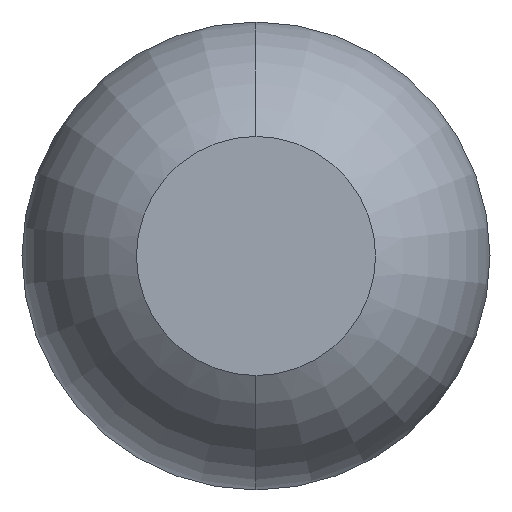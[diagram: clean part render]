
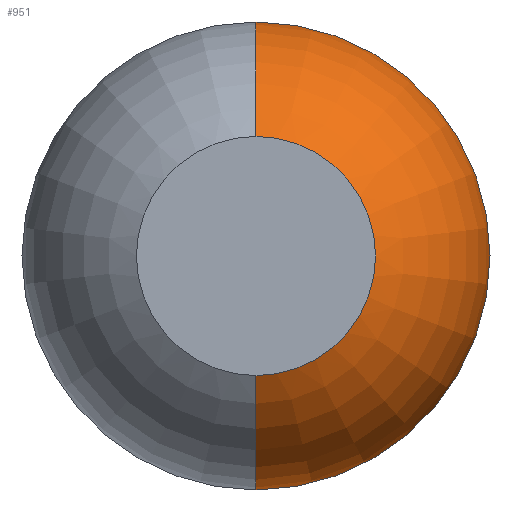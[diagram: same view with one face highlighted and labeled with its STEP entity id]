
A CAD part, front view. The second image highlights one B-rep face of the part: STEP entity #951.
In plain terms, the highlighted toroidal (fillet/blend) face has major radius 0.035 mm and minor radius 0.65 mm.
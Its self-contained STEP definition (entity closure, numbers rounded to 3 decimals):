
#31 = DIRECTION ( 'NONE',  ( 0., 0., -1. ) ) ;
#82 = DIRECTION ( 'NONE',  ( 1., 0., 0. ) ) ;
#165 = DIRECTION ( 'NONE',  ( 0., -1., 0. ) ) ;
#415 = DIRECTION ( 'NONE',  ( 0., 0., -1. ) ) ;
#509 = DIRECTION ( 'NONE',  ( 0., 0., 1. ) ) ;
#734 = ORIENTED_EDGE ( 'NONE', *, *, #2944, .T. ) ;
#843 = FACE_OUTER_BOUND ( 'NONE', #1050, .T. ) ;
#951 = ADVANCED_FACE ( 'Defeature ausgef�hrt1_4', ( #843 ), #1449, .T. ) ;
#976 = DIRECTION ( 'NONE',  ( 0., -1., 0. ) ) ;
#1006 = AXIS2_PLACEMENT_3D ( 'NONE', #4016, #165, #2769 ) ;
#1050 = EDGE_LOOP ( 'NONE', ( #2883, #734, #3111, #2351 ) ) ;
#1174 = VERTEX_POINT ( 'NONE', #2022 ) ;
#1264 = CARTESIAN_POINT ( 'NONE',  ( 0., -25., 0. ) ) ;
#1309 = CARTESIAN_POINT ( 'NONE',  ( 0., -24.431, 0. ) ) ;
#1449 = TOROIDAL_SURFACE ( 'NONE', #1006, 0.035, 0.65 ) ;
#1605 = VERTEX_POINT ( 'NONE', #2647 ) ;
#1676 = DIRECTION ( 'NONE',  ( 0., -1., 0. ) ) ;
#1769 = CIRCLE ( 'NONE', #3016, 0.685 ) ;
#1798 = EDGE_CURVE ( 'NONE', #1820, #1174, #4183, .T. ) ;
#1820 = VERTEX_POINT ( 'NONE', #2123 ) ;
#1832 = CIRCLE ( 'NONE', #3845, 0.35 ) ;
#2022 = CARTESIAN_POINT ( 'NONE',  ( 0., -25., -0.35 ) ) ;
#2039 = CARTESIAN_POINT ( 'NONE',  ( 0., -24.431, 0.035 ) ) ;
#2117 = CARTESIAN_POINT ( 'NONE',  ( 0., -24.431, 0.685 ) ) ;
#2123 = CARTESIAN_POINT ( 'NONE',  ( 0., -24.431, -0.685 ) ) ;
#2351 = ORIENTED_EDGE ( 'NONE', *, *, #1798, .F. ) ;
#2647 = CARTESIAN_POINT ( 'NONE',  ( 0., -25., 0.35 ) ) ;
#2769 = DIRECTION ( 'NONE',  ( 0., 0., -1. ) ) ;
#2770 = CARTESIAN_POINT ( 'NONE',  ( 0., -24.431, -0.035 ) ) ;
#2815 = EDGE_CURVE ( 'Defeature ausgef�hrt1_13+Defeature ausgef�hrt1_4+Defeature ausgef�hrt1_4+Defeature ausgef�hrt1_4', #1174, #1605, #1832, .T. ) ;
#2883 = ORIENTED_EDGE ( 'NONE', *, *, #3934, .T. ) ;
#2944 = EDGE_CURVE ( 'NONE', #4136, #1605, #3882, .T. ) ;
#3016 = AXIS2_PLACEMENT_3D ( 'NONE', #1309, #1676, #31 ) ;
#3103 = DIRECTION ( 'NONE',  ( -1., 0., 0. ) ) ;
#3111 = ORIENTED_EDGE ( 'NONE', *, *, #2815, .F. ) ;
#3845 = AXIS2_PLACEMENT_3D ( 'NONE', #1264, #976, #3903 ) ;
#3882 = CIRCLE ( 'NONE', #4045, 0.65 ) ;
#3903 = DIRECTION ( 'NONE',  ( 0., 0., -1. ) ) ;
#3934 = EDGE_CURVE ( 'Defeature ausgef�hrt1_4+Defeature ausgef�hrt1_5+Defeature ausgef�hrt1_5+Defeature ausgef�hrt1_5', #1820, #4136, #1769, .T. ) ;
#4016 = CARTESIAN_POINT ( 'NONE',  ( 0., -24.431, 0. ) ) ;
#4045 = AXIS2_PLACEMENT_3D ( 'NONE', #2039, #82, #415 ) ;
#4081 = AXIS2_PLACEMENT_3D ( 'NONE', #2770, #3103, #509 ) ;
#4136 = VERTEX_POINT ( 'NONE', #2117 ) ;
#4183 = CIRCLE ( 'NONE', #4081, 0.65 ) ;
